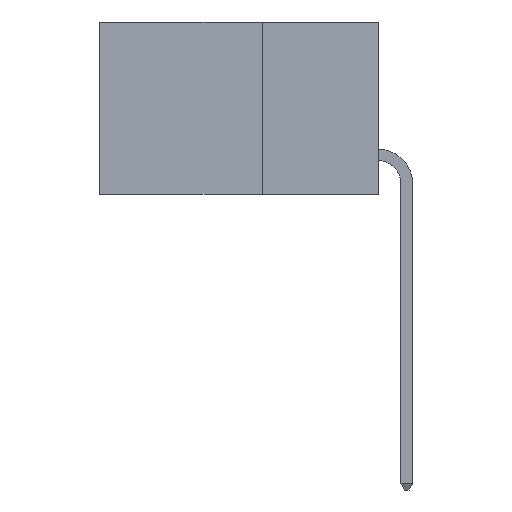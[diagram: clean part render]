
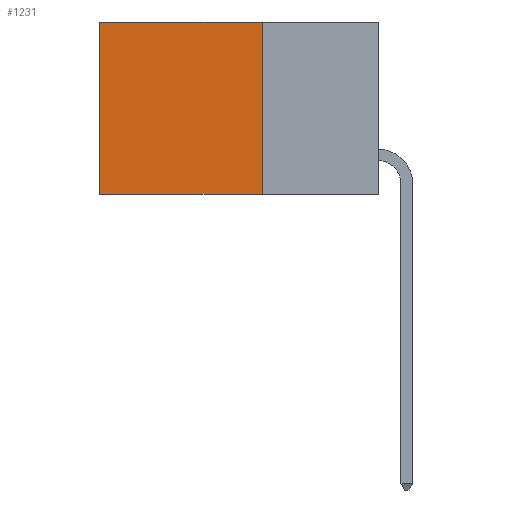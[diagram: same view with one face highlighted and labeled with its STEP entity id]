
A CAD part, left-side view. The second image highlights one B-rep face of the part: STEP entity #1231.
In plain terms, the highlighted planar face has unit normal (-1, 0, 0).
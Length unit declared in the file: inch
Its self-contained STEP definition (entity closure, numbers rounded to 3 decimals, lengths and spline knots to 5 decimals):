
#875 = VECTOR ( 'NONE', #9577, 39.37008 ) ;
#1231 = ADVANCED_FACE ( 'NONE', ( #8445 ), #5201, .F. ) ;
#1953 = LINE ( 'NONE', #11150, #4104 ) ;
#2200 = DIRECTION ( 'NONE',  ( 0., 1., 0. ) ) ;
#2765 = CARTESIAN_POINT ( 'NONE',  ( 0.2615, 0.25, -0.37 ) ) ;
#2795 = AXIS2_PLACEMENT_3D ( 'NONE', #6520, #5095, #5126 ) ;
#2918 = LINE ( 'NONE', #4270, #5612 ) ;
#3358 = VERTEX_POINT ( 'NONE', #5825 ) ;
#3441 = CARTESIAN_POINT ( 'NONE',  ( 0.2615, 0.25, 0. ) ) ;
#4104 = VECTOR ( 'NONE', #10391, 39.37008 ) ;
#4270 = CARTESIAN_POINT ( 'NONE',  ( 0.2615, 0.25, -0.37 ) ) ;
#4409 = VERTEX_POINT ( 'NONE', #8975 ) ;
#4762 = VECTOR ( 'NONE', #2200, 39.37008 ) ;
#4835 = EDGE_CURVE ( 'NONE', #4409, #5044, #2918, .T. ) ;
#5044 = VERTEX_POINT ( 'NONE', #2765 ) ;
#5095 = DIRECTION ( 'NONE',  ( 1., 0., 0. ) ) ;
#5126 = DIRECTION ( 'NONE',  ( 0., 0., -1. ) ) ;
#5201 = PLANE ( 'NONE',  #2795 ) ;
#5293 = EDGE_CURVE ( 'NONE', #5044, #3358, #9375, .T. ) ;
#5612 = VECTOR ( 'NONE', #11124, 39.37008 ) ;
#5701 = LINE ( 'NONE', #3441, #875 ) ;
#5825 = CARTESIAN_POINT ( 'NONE',  ( 0.2615, 0.6, -0.37 ) ) ;
#6520 = CARTESIAN_POINT ( 'NONE',  ( 0.2615, 0.25, -0.37 ) ) ;
#6665 = EDGE_CURVE ( 'NONE', #4409, #9303, #5701, .T. ) ;
#6938 = ORIENTED_EDGE ( 'NONE', *, *, #6665, .T. ) ;
#7164 = ORIENTED_EDGE ( 'NONE', *, *, #4835, .F. ) ;
#7519 = CARTESIAN_POINT ( 'NONE',  ( 0.2615, 0.25, -0.37 ) ) ;
#7549 = EDGE_LOOP ( 'NONE', ( #7878, #8045, #7164, #6938 ) ) ;
#7878 = ORIENTED_EDGE ( 'NONE', *, *, #7924, .T. ) ;
#7924 = EDGE_CURVE ( 'NONE', #9303, #3358, #1953, .T. ) ;
#8045 = ORIENTED_EDGE ( 'NONE', *, *, #5293, .F. ) ;
#8445 = FACE_OUTER_BOUND ( 'NONE', #7549, .T. ) ;
#8975 = CARTESIAN_POINT ( 'NONE',  ( 0.2615, 0.25, 0. ) ) ;
#9303 = VERTEX_POINT ( 'NONE', #10464 ) ;
#9375 = LINE ( 'NONE', #7519, #4762 ) ;
#9577 = DIRECTION ( 'NONE',  ( 0., 1., 0. ) ) ;
#10391 = DIRECTION ( 'NONE',  ( 0., 0., -1. ) ) ;
#10464 = CARTESIAN_POINT ( 'NONE',  ( 0.2615, 0.6, 0. ) ) ;
#11124 = DIRECTION ( 'NONE',  ( 0., 0., -1. ) ) ;
#11150 = CARTESIAN_POINT ( 'NONE',  ( 0.2615, 0.6, -0.37 ) ) ;
